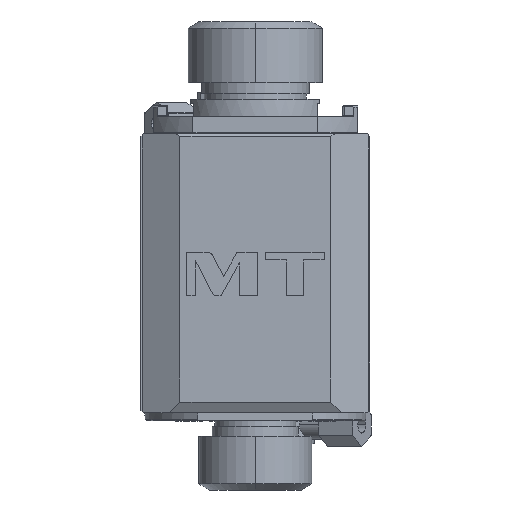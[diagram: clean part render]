
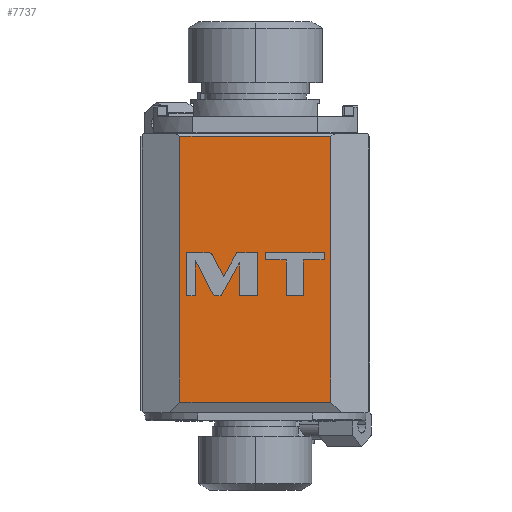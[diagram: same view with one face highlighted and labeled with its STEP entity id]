
A CAD part, left-side view. The second image highlights one B-rep face of the part: STEP entity #7737.
In plain terms, the highlighted planar face has unit normal (-1, 0, 0).
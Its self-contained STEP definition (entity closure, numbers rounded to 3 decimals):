
#986=DIRECTION('',(0.,1.,0.));
#987=VECTOR('',#986,56.);
#988=CARTESIAN_POINT('',(-109.,-28.,51.2));
#989=LINE('',#988,#987);
#990=DIRECTION('',(0.,0.,1.));
#991=VECTOR('',#990,98.7);
#992=CARTESIAN_POINT('',(-109.,-28.,-47.5));
#993=LINE('',#992,#991);
#994=DIRECTION('',(0.,-1.,0.));
#995=VECTOR('',#994,56.);
#996=CARTESIAN_POINT('',(-109.,28.,-47.5));
#997=LINE('',#996,#995);
#998=DIRECTION('',(0.,0.,1.));
#999=VECTOR('',#998,98.7);
#1000=CARTESIAN_POINT('',(-109.,28.,-47.5));
#1001=LINE('',#1000,#999);
#1002=CARTESIAN_POINT('',(-109.,15.816,6.958));
#1003=CARTESIAN_POINT('',(-109.,16.148,7.601));
#1004=CARTESIAN_POINT('',(-109.,16.804,8.));
#1005=CARTESIAN_POINT('',(-109.,17.528,8.));
#1007=DIRECTION('',(0.,1.,0.));
#1008=VECTOR('',#1007,8.043);
#1009=CARTESIAN_POINT('',(-109.,17.528,8.));
#1010=LINE('',#1009,#1008);
#1011=DIRECTION('',(0.,0.,-1.));
#1012=VECTOR('',#1011,16.);
#1013=CARTESIAN_POINT('',(-109.,25.571,8.));
#1014=LINE('',#1013,#1012);
#1015=DIRECTION('',(0.,-1.,0.));
#1016=VECTOR('',#1015,3.328);
#1017=CARTESIAN_POINT('',(-109.,25.571,-8.));
#1018=LINE('',#1017,#1016);
#1019=DIRECTION('',(0.,0.,1.));
#1020=VECTOR('',#1019,12.962);
#1021=CARTESIAN_POINT('',(-109.,22.243,-8.));
#1022=LINE('',#1021,#1020);
#1023=DIRECTION('',(0.,-0.459,-0.888));
#1024=VECTOR('',#1023,13.419);
#1025=CARTESIAN_POINT('',(-109.,22.243,4.962));
#1026=LINE('',#1025,#1024);
#1027=CARTESIAN_POINT('',(-109.,16.08,-6.958));
#1028=CARTESIAN_POINT('',(-109.,15.747,-7.601));
#1029=CARTESIAN_POINT('',(-109.,15.091,-8.));
#1030=CARTESIAN_POINT('',(-109.,14.367,-8.));
#1032=DIRECTION('',(0.,-1.,0.));
#1033=VECTOR('',#1032,1.669);
#1034=CARTESIAN_POINT('',(-109.,14.367,-8.));
#1035=LINE('',#1034,#1033);
#1036=DIRECTION('',(0.,-0.481,0.877));
#1037=VECTOR('',#1036,13.883);
#1038=CARTESIAN_POINT('',(-109.,12.698,-8.));
#1039=LINE('',#1038,#1037);
#1040=DIRECTION('',(0.,0.,-1.));
#1041=VECTOR('',#1040,12.17);
#1042=CARTESIAN_POINT('',(-109.,6.018,4.17));
#1043=LINE('',#1042,#1041);
#1044=DIRECTION('',(0.,-1.,0.));
#1045=VECTOR('',#1044,6.733);
#1046=CARTESIAN_POINT('',(-109.,6.018,-8.));
#1047=LINE('',#1046,#1045);
#1048=DIRECTION('',(0.,0.,1.));
#1049=VECTOR('',#1048,16.);
#1050=CARTESIAN_POINT('',(-109.,-0.715,-8.));
#1051=LINE('',#1050,#1049);
#1052=DIRECTION('',(0.,1.,0.));
#1053=VECTOR('',#1052,7.59);
#1054=CARTESIAN_POINT('',(-109.,-0.715,8.));
#1055=LINE('',#1054,#1053);
#1056=DIRECTION('',(0.,0.481,-0.877));
#1057=VECTOR('',#1056,10.144);
#1058=CARTESIAN_POINT('',(-109.,6.875,8.));
#1059=LINE('',#1058,#1057);
#1060=DIRECTION('',(0.,0.459,0.888));
#1061=VECTOR('',#1060,8.838);
#1062=CARTESIAN_POINT('',(-109.,11.756,-0.893));
#1063=LINE('',#1062,#1061);
#1064=DIRECTION('',(0.,0.,-1.));
#1065=VECTOR('',#1064,13.275);
#1066=CARTESIAN_POINT('',(-109.,-11.475,5.275));
#1067=LINE('',#1066,#1065);
#1068=DIRECTION('',(0.,-1.,0.));
#1069=VECTOR('',#1068,6.337);
#1070=CARTESIAN_POINT('',(-109.,-11.475,-8.));
#1071=LINE('',#1070,#1069);
#1072=DIRECTION('',(0.,0.,1.));
#1073=VECTOR('',#1072,13.275);
#1074=CARTESIAN_POINT('',(-109.,-17.812,-8.));
#1075=LINE('',#1074,#1073);
#1076=DIRECTION('',(0.,-1.,0.));
#1077=VECTOR('',#1076,7.757);
#1078=CARTESIAN_POINT('',(-109.,-17.812,5.275));
#1079=LINE('',#1078,#1077);
#1080=DIRECTION('',(0.,0.,1.));
#1081=VECTOR('',#1080,2.725);
#1082=CARTESIAN_POINT('',(-109.,-25.569,5.275));
#1083=LINE('',#1082,#1081);
#1084=DIRECTION('',(0.,1.,0.));
#1085=VECTOR('',#1084,21.851);
#1086=CARTESIAN_POINT('',(-109.,-25.569,8.));
#1087=LINE('',#1086,#1085);
#1088=DIRECTION('',(0.,0.,-1.));
#1089=VECTOR('',#1088,2.725);
#1090=CARTESIAN_POINT('',(-109.,-3.718,8.));
#1091=LINE('',#1090,#1089);
#1092=DIRECTION('',(0.,-1.,0.));
#1093=VECTOR('',#1092,7.757);
#1094=CARTESIAN_POINT('',(-109.,-3.718,5.275));
#1095=LINE('',#1094,#1093);
#5491=CARTESIAN_POINT('',(-109.,-28.,-47.5));
#5493=VERTEX_POINT('',#5491);
#5497=CARTESIAN_POINT('',(-109.,28.,-47.5));
#5498=VERTEX_POINT('',#5497);
#5503=CARTESIAN_POINT('',(-109.,-28.,51.2));
#5504=VERTEX_POINT('',#5503);
#5505=CARTESIAN_POINT('',(-109.,28.,51.2));
#5506=VERTEX_POINT('',#5505);
#6563=CARTESIAN_POINT('',(-109.,15.816,6.958));
#6564=VERTEX_POINT('',#6563);
#6565=CARTESIAN_POINT('',(-109.,17.528,8.));
#6566=VERTEX_POINT('',#6565);
#6567=CARTESIAN_POINT('',(-109.,25.571,8.));
#6568=VERTEX_POINT('',#6567);
#6569=CARTESIAN_POINT('',(-109.,25.571,-8.));
#6570=VERTEX_POINT('',#6569);
#6571=CARTESIAN_POINT('',(-109.,22.243,-8.));
#6572=VERTEX_POINT('',#6571);
#6573=CARTESIAN_POINT('',(-109.,22.243,4.962));
#6574=VERTEX_POINT('',#6573);
#6575=CARTESIAN_POINT('',(-109.,16.08,-6.958));
#6576=VERTEX_POINT('',#6575);
#6577=CARTESIAN_POINT('',(-109.,14.367,-8.));
#6578=VERTEX_POINT('',#6577);
#6579=CARTESIAN_POINT('',(-109.,12.698,-8.));
#6580=VERTEX_POINT('',#6579);
#6581=CARTESIAN_POINT('',(-109.,6.018,4.17));
#6582=VERTEX_POINT('',#6581);
#6583=CARTESIAN_POINT('',(-109.,6.018,-8.));
#6584=VERTEX_POINT('',#6583);
#6585=CARTESIAN_POINT('',(-109.,-0.715,-8.));
#6586=VERTEX_POINT('',#6585);
#6587=CARTESIAN_POINT('',(-109.,-0.715,8.));
#6588=VERTEX_POINT('',#6587);
#6589=CARTESIAN_POINT('',(-109.,6.875,8.));
#6590=VERTEX_POINT('',#6589);
#6591=CARTESIAN_POINT('',(-109.,11.756,-0.893));
#6592=VERTEX_POINT('',#6591);
#6593=CARTESIAN_POINT('',(-109.,-11.475,5.275));
#6594=VERTEX_POINT('',#6593);
#6595=CARTESIAN_POINT('',(-109.,-11.475,-8.));
#6596=VERTEX_POINT('',#6595);
#6597=CARTESIAN_POINT('',(-109.,-17.812,-8.));
#6598=VERTEX_POINT('',#6597);
#6599=CARTESIAN_POINT('',(-109.,-17.812,5.275));
#6600=VERTEX_POINT('',#6599);
#6601=CARTESIAN_POINT('',(-109.,-25.569,5.275));
#6602=VERTEX_POINT('',#6601);
#6603=CARTESIAN_POINT('',(-109.,-25.569,8.));
#6604=VERTEX_POINT('',#6603);
#6605=CARTESIAN_POINT('',(-109.,-3.718,8.));
#6606=VERTEX_POINT('',#6605);
#6607=CARTESIAN_POINT('',(-109.,-3.718,5.275));
#6608=VERTEX_POINT('',#6607);
#7676=CARTESIAN_POINT('',(-109.,0.,0.));
#7677=DIRECTION('',(1.,0.,0.));
#7678=DIRECTION('',(0.,1.,0.));
#7679=AXIS2_PLACEMENT_3D('',#7676,#7677,#7678);
#7680=PLANE('',#7679);
#7681=ORIENTED_EDGE('',*,*,#7626,.F.);
#7682=ORIENTED_EDGE('',*,*,#7646,.F.);
#7683=ORIENTED_EDGE('',*,*,#7671,.F.);
#7684=ORIENTED_EDGE('',*,*,#7605,.T.);
#7685=EDGE_LOOP('',(#7681,#7682,#7683,#7684));
#7686=FACE_OUTER_BOUND('',#7685,.F.);
#7688=ORIENTED_EDGE('',*,*,#7687,.T.);
#7690=ORIENTED_EDGE('',*,*,#7689,.T.);
#7692=ORIENTED_EDGE('',*,*,#7691,.T.);
#7694=ORIENTED_EDGE('',*,*,#7693,.T.);
#7696=ORIENTED_EDGE('',*,*,#7695,.T.);
#7698=ORIENTED_EDGE('',*,*,#7697,.T.);
#7700=ORIENTED_EDGE('',*,*,#7699,.T.);
#7702=ORIENTED_EDGE('',*,*,#7701,.T.);
#7704=ORIENTED_EDGE('',*,*,#7703,.T.);
#7706=ORIENTED_EDGE('',*,*,#7705,.T.);
#7708=ORIENTED_EDGE('',*,*,#7707,.T.);
#7710=ORIENTED_EDGE('',*,*,#7709,.T.);
#7712=ORIENTED_EDGE('',*,*,#7711,.T.);
#7714=ORIENTED_EDGE('',*,*,#7713,.T.);
#7716=ORIENTED_EDGE('',*,*,#7715,.T.);
#7717=EDGE_LOOP('',(#7688,#7690,#7692,#7694,#7696,#7698,#7700,#7702,#7704,#7706,
#7708,#7710,#7712,#7714,#7716));
#7718=FACE_BOUND('',#7717,.F.);
#7720=ORIENTED_EDGE('',*,*,#7719,.T.);
#7722=ORIENTED_EDGE('',*,*,#7721,.T.);
#7724=ORIENTED_EDGE('',*,*,#7723,.T.);
#7726=ORIENTED_EDGE('',*,*,#7725,.T.);
#7728=ORIENTED_EDGE('',*,*,#7727,.T.);
#7730=ORIENTED_EDGE('',*,*,#7729,.T.);
#7732=ORIENTED_EDGE('',*,*,#7731,.T.);
#7734=ORIENTED_EDGE('',*,*,#7733,.T.);
#7735=EDGE_LOOP('',(#7720,#7722,#7724,#7726,#7728,#7730,#7732,#7734));
#7736=FACE_BOUND('',#7735,.F.);
#7737=ADVANCED_FACE('',(#7686,#7718,#7736),#7680,.F.);
#1006=B_SPLINE_CURVE_WITH_KNOTS('',3,(#1002,#1003,#1004,#1005),.UNSPECIFIED.,
.F.,.F.,(4,4),(0.,1.),.UNSPECIFIED.);
#1031=B_SPLINE_CURVE_WITH_KNOTS('',3,(#1027,#1028,#1029,#1030),.UNSPECIFIED.,
.F.,.F.,(4,4),(0.,1.),.UNSPECIFIED.);
#7605=EDGE_CURVE('',#5498,#5506,#1001,.T.);
#7626=EDGE_CURVE('',#5504,#5506,#989,.T.);
#7646=EDGE_CURVE('',#5493,#5504,#993,.T.);
#7671=EDGE_CURVE('',#5498,#5493,#997,.T.);
#7687=EDGE_CURVE('',#6564,#6566,#1006,.T.);
#7689=EDGE_CURVE('',#6566,#6568,#1010,.T.);
#7691=EDGE_CURVE('',#6568,#6570,#1014,.T.);
#7693=EDGE_CURVE('',#6570,#6572,#1018,.T.);
#7695=EDGE_CURVE('',#6572,#6574,#1022,.T.);
#7697=EDGE_CURVE('',#6574,#6576,#1026,.T.);
#7699=EDGE_CURVE('',#6576,#6578,#1031,.T.);
#7701=EDGE_CURVE('',#6578,#6580,#1035,.T.);
#7703=EDGE_CURVE('',#6580,#6582,#1039,.T.);
#7705=EDGE_CURVE('',#6582,#6584,#1043,.T.);
#7707=EDGE_CURVE('',#6584,#6586,#1047,.T.);
#7709=EDGE_CURVE('',#6586,#6588,#1051,.T.);
#7711=EDGE_CURVE('',#6588,#6590,#1055,.T.);
#7713=EDGE_CURVE('',#6590,#6592,#1059,.T.);
#7715=EDGE_CURVE('',#6592,#6564,#1063,.T.);
#7719=EDGE_CURVE('',#6594,#6596,#1067,.T.);
#7721=EDGE_CURVE('',#6596,#6598,#1071,.T.);
#7723=EDGE_CURVE('',#6598,#6600,#1075,.T.);
#7725=EDGE_CURVE('',#6600,#6602,#1079,.T.);
#7727=EDGE_CURVE('',#6602,#6604,#1083,.T.);
#7729=EDGE_CURVE('',#6604,#6606,#1087,.T.);
#7731=EDGE_CURVE('',#6606,#6608,#1091,.T.);
#7733=EDGE_CURVE('',#6608,#6594,#1095,.T.);
